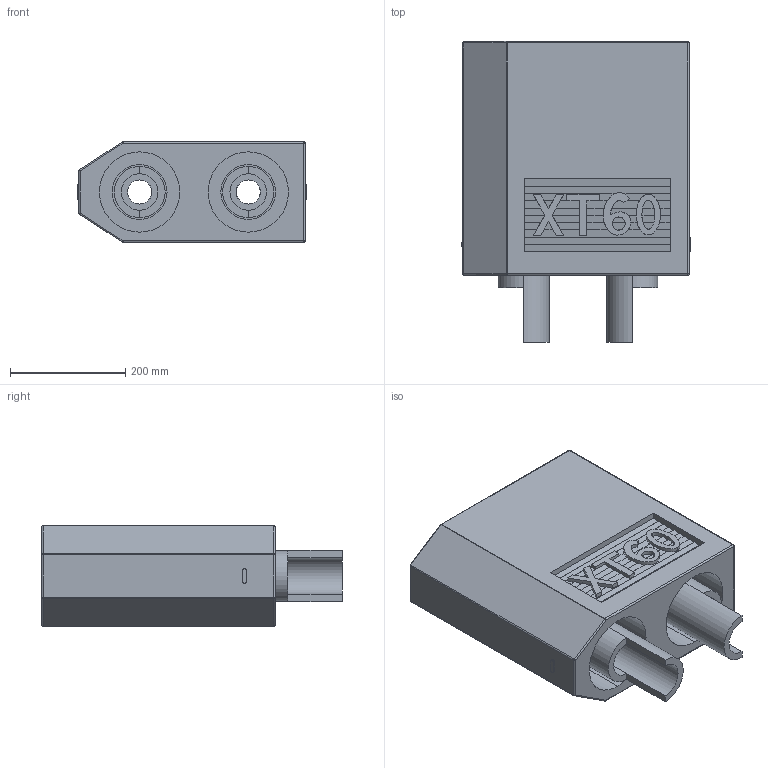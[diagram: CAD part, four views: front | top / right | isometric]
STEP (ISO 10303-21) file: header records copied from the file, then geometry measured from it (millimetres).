
FILE_DESCRIPTION (( 'STEP AP214' ), '1' );
FILE_NAME ('male connector.STEP', '2025-01-07T15:18:40', ( '' ), ( '' ), 'SwSTEP 2.0', 'SolidWorks 2024', '' );
FILE_SCHEMA (( 'AUTOMOTIVE_DESIGN' ));
Length unit declared in the file: inch
Products named in the file (1): male connector
Bounding box: 398.78 x 523.24 x 175.26 mm (x, y, z)
Volume: 14752953.1 mm3; surface area: 1242759.5 mm2
Topology: 1 solids, 1 shells, 407 faces, 1122 edges, 720 vertices
Faces by surface type: plane 303, cylinder 68, bspline 12, cone 12, sphere 12
Entity records: 13456 total; most frequent: CARTESIAN_POINT 3297, ORIENTED_EDGE 2220, DIRECTION 1946, EDGE_CURVE 1110, LINE 834, VECTOR 834, VERTEX_POINT 720, AXIS2_PLACEMENT_3D 556
